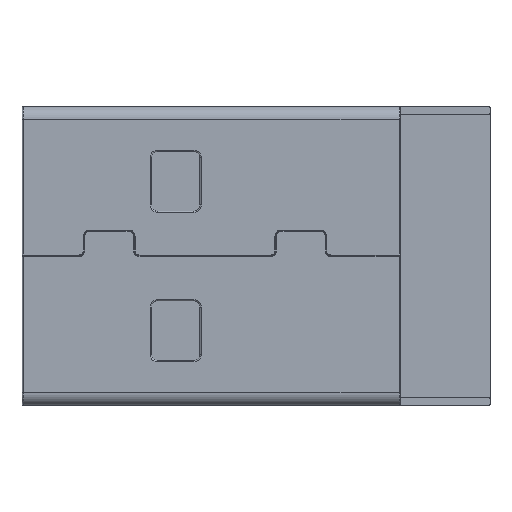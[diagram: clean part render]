
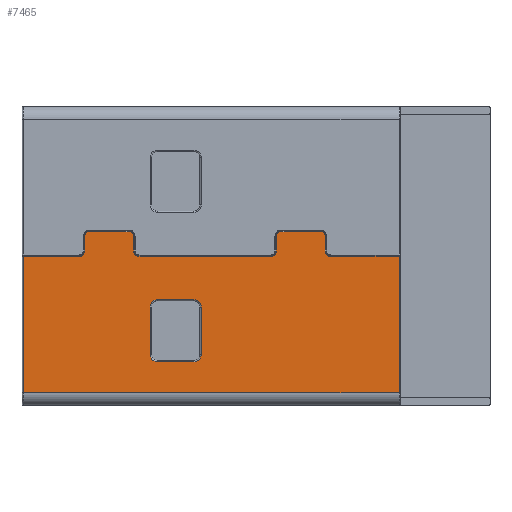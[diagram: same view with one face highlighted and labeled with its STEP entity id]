
A CAD part, front view. The second image highlights one B-rep face of the part: STEP entity #7465.
In plain terms, the highlighted planar face has unit normal (0, -1, 0).
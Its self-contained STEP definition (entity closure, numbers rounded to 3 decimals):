
#429=FACE_BOUND('',#960,.T.);
#450=FACE_OUTER_BOUND('',#959,.T.);
#959=EDGE_LOOP('',(#5133,#5134,#5135,#5136,#5137,#5138,#5139,#5140,#5141,
#5142,#5143,#5144,#5145,#5146,#5147,#5148,#5149,#5150,#5151,#5152));
#960=EDGE_LOOP('',(#5153,#5154,#5155,#5156,#5157,#5158,#5159,#5160));
#1534=LINE('',#12099,#2088);
#1535=LINE('',#12101,#2089);
#1536=LINE('',#12103,#2090);
#1537=LINE('',#12105,#2091);
#1538=LINE('',#12107,#2092);
#1539=LINE('',#12111,#2093);
#1540=LINE('',#12115,#2094);
#1541=LINE('',#12119,#2095);
#1542=LINE('',#12123,#2096);
#1543=LINE('',#12127,#2097);
#1544=LINE('',#12131,#2098);
#1545=LINE('',#12134,#2099);
#1546=LINE('',#12137,#2100);
#1547=LINE('',#12141,#2101);
#1548=LINE('',#12145,#2102);
#1549=LINE('',#12149,#2103);
#2088=VECTOR('',#9277,2.25);
#2089=VECTOR('',#9278,5.48);
#2090=VECTOR('',#9279,15.1);
#2091=VECTOR('',#9280,5.48);
#2092=VECTOR('',#9281,2.748);
#2093=VECTOR('',#9284,0.6);
#2094=VECTOR('',#9287,1.6);
#2095=VECTOR('',#9290,0.6);
#2096=VECTOR('',#9293,5.302);
#2097=VECTOR('',#9296,0.6);
#2098=VECTOR('',#9299,1.6);
#2099=VECTOR('',#9302,0.6);
#2100=VECTOR('',#9303,1.9);
#2101=VECTOR('',#9306,1.45);
#2102=VECTOR('',#9309,1.9);
#2103=VECTOR('',#9312,1.45);
#2621=CIRCLE('',#8030,0.22);
#2622=CIRCLE('',#8031,0.22);
#2623=CIRCLE('',#8032,0.18);
#2624=CIRCLE('',#8033,0.18);
#2625=CIRCLE('',#8034,0.22);
#2626=CIRCLE('',#8035,0.22);
#2627=CIRCLE('',#8036,0.18);
#2628=CIRCLE('',#8037,0.18);
#2629=CIRCLE('',#8038,0.3);
#2630=CIRCLE('',#8039,0.3);
#2631=CIRCLE('',#8040,0.3);
#2632=CIRCLE('',#8041,0.3);
#3275=VERTEX_POINT('',#12095);
#3276=VERTEX_POINT('',#12096);
#3277=VERTEX_POINT('',#12098);
#3278=VERTEX_POINT('',#12100);
#3279=VERTEX_POINT('',#12102);
#3280=VERTEX_POINT('',#12104);
#3281=VERTEX_POINT('',#12106);
#3282=VERTEX_POINT('',#12108);
#3283=VERTEX_POINT('',#12110);
#3284=VERTEX_POINT('',#12112);
#3285=VERTEX_POINT('',#12114);
#3286=VERTEX_POINT('',#12116);
#3287=VERTEX_POINT('',#12118);
#3288=VERTEX_POINT('',#12120);
#3289=VERTEX_POINT('',#12122);
#3290=VERTEX_POINT('',#12124);
#3291=VERTEX_POINT('',#12126);
#3292=VERTEX_POINT('',#12128);
#3293=VERTEX_POINT('',#12130);
#3294=VERTEX_POINT('',#12132);
#3295=VERTEX_POINT('',#12135);
#3296=VERTEX_POINT('',#12136);
#3297=VERTEX_POINT('',#12138);
#3298=VERTEX_POINT('',#12140);
#3299=VERTEX_POINT('',#12142);
#3300=VERTEX_POINT('',#12144);
#3301=VERTEX_POINT('',#12146);
#3302=VERTEX_POINT('',#12148);
#3958=EDGE_CURVE('',#3275,#3276,#2621,.T.);
#3959=EDGE_CURVE('',#3276,#3277,#1534,.T.);
#3960=EDGE_CURVE('',#3277,#3278,#1535,.T.);
#3961=EDGE_CURVE('',#3278,#3279,#1536,.T.);
#3962=EDGE_CURVE('',#3279,#3280,#1537,.T.);
#3963=EDGE_CURVE('',#3280,#3281,#1538,.T.);
#3964=EDGE_CURVE('',#3281,#3282,#2622,.T.);
#3965=EDGE_CURVE('',#3282,#3283,#1539,.T.);
#3966=EDGE_CURVE('',#3283,#3284,#2623,.T.);
#3967=EDGE_CURVE('',#3284,#3285,#1540,.T.);
#3968=EDGE_CURVE('',#3285,#3286,#2624,.T.);
#3969=EDGE_CURVE('',#3286,#3287,#1541,.T.);
#3970=EDGE_CURVE('',#3287,#3288,#2625,.T.);
#3971=EDGE_CURVE('',#3288,#3289,#1542,.T.);
#3972=EDGE_CURVE('',#3289,#3290,#2626,.T.);
#3973=EDGE_CURVE('',#3290,#3291,#1543,.T.);
#3974=EDGE_CURVE('',#3291,#3292,#2627,.T.);
#3975=EDGE_CURVE('',#3292,#3293,#1544,.T.);
#3976=EDGE_CURVE('',#3293,#3294,#2628,.T.);
#3977=EDGE_CURVE('',#3294,#3275,#1545,.T.);
#3978=EDGE_CURVE('',#3295,#3296,#1546,.T.);
#3979=EDGE_CURVE('',#3296,#3297,#2629,.T.);
#3980=EDGE_CURVE('',#3297,#3298,#1547,.T.);
#3981=EDGE_CURVE('',#3298,#3299,#2630,.T.);
#3982=EDGE_CURVE('',#3299,#3300,#1548,.T.);
#3983=EDGE_CURVE('',#3300,#3301,#2631,.T.);
#3984=EDGE_CURVE('',#3301,#3302,#1549,.T.);
#3985=EDGE_CURVE('',#3302,#3295,#2632,.T.);
#5133=ORIENTED_EDGE('',*,*,#3958,.T.);
#5134=ORIENTED_EDGE('',*,*,#3959,.T.);
#5135=ORIENTED_EDGE('',*,*,#3960,.T.);
#5136=ORIENTED_EDGE('',*,*,#3961,.T.);
#5137=ORIENTED_EDGE('',*,*,#3962,.T.);
#5138=ORIENTED_EDGE('',*,*,#3963,.T.);
#5139=ORIENTED_EDGE('',*,*,#3964,.T.);
#5140=ORIENTED_EDGE('',*,*,#3965,.T.);
#5141=ORIENTED_EDGE('',*,*,#3966,.T.);
#5142=ORIENTED_EDGE('',*,*,#3967,.T.);
#5143=ORIENTED_EDGE('',*,*,#3968,.T.);
#5144=ORIENTED_EDGE('',*,*,#3969,.T.);
#5145=ORIENTED_EDGE('',*,*,#3970,.T.);
#5146=ORIENTED_EDGE('',*,*,#3971,.T.);
#5147=ORIENTED_EDGE('',*,*,#3972,.T.);
#5148=ORIENTED_EDGE('',*,*,#3973,.T.);
#5149=ORIENTED_EDGE('',*,*,#3974,.T.);
#5150=ORIENTED_EDGE('',*,*,#3975,.T.);
#5151=ORIENTED_EDGE('',*,*,#3976,.T.);
#5152=ORIENTED_EDGE('',*,*,#3977,.T.);
#5153=ORIENTED_EDGE('',*,*,#3978,.T.);
#5154=ORIENTED_EDGE('',*,*,#3979,.T.);
#5155=ORIENTED_EDGE('',*,*,#3980,.T.);
#5156=ORIENTED_EDGE('',*,*,#3981,.T.);
#5157=ORIENTED_EDGE('',*,*,#3982,.T.);
#5158=ORIENTED_EDGE('',*,*,#3983,.T.);
#5159=ORIENTED_EDGE('',*,*,#3984,.T.);
#5160=ORIENTED_EDGE('',*,*,#3985,.T.);
#7337=PLANE('',#8029);
#7465=ADVANCED_FACE('',(#450,#429),#7337,.T.);
#8029=AXIS2_PLACEMENT_3D('',#12094,#9273,#9274);
#8030=AXIS2_PLACEMENT_3D('',#12097,#9275,#9276);
#8031=AXIS2_PLACEMENT_3D('',#12109,#9282,#9283);
#8032=AXIS2_PLACEMENT_3D('',#12113,#9285,#9286);
#8033=AXIS2_PLACEMENT_3D('',#12117,#9288,#9289);
#8034=AXIS2_PLACEMENT_3D('',#12121,#9291,#9292);
#8035=AXIS2_PLACEMENT_3D('',#12125,#9294,#9295);
#8036=AXIS2_PLACEMENT_3D('',#12129,#9297,#9298);
#8037=AXIS2_PLACEMENT_3D('',#12133,#9300,#9301);
#8038=AXIS2_PLACEMENT_3D('',#12139,#9304,#9305);
#8039=AXIS2_PLACEMENT_3D('',#12143,#9307,#9308);
#8040=AXIS2_PLACEMENT_3D('',#12147,#9310,#9311);
#8041=AXIS2_PLACEMENT_3D('',#12150,#9313,#9314);
#9273=DIRECTION('center_axis',(0.,-1.,0.));
#9274=DIRECTION('ref_axis',(0.,0.,-1.));
#9275=DIRECTION('center_axis',(0.,1.,0.));
#9276=DIRECTION('ref_axis',(0.,0.,-1.));
#9277=DIRECTION('',(-1.,0.,0.));
#9278=DIRECTION('',(0.,0.,-1.));
#9279=DIRECTION('',(1.,0.,0.));
#9280=DIRECTION('',(0.,0.,1.));
#9281=DIRECTION('',(-1.,0.,0.));
#9282=DIRECTION('center_axis',(0.,1.,0.));
#9283=DIRECTION('ref_axis',(0.,0.,-1.));
#9284=DIRECTION('',(0.,0.,1.));
#9285=DIRECTION('center_axis',(0.,-1.,0.));
#9286=DIRECTION('ref_axis',(0.,0.,-1.));
#9287=DIRECTION('',(-1.,0.,0.));
#9288=DIRECTION('center_axis',(0.,-1.,0.));
#9289=DIRECTION('ref_axis',(0.,0.,-1.));
#9290=DIRECTION('',(0.,0.,-1.));
#9291=DIRECTION('center_axis',(0.,1.,0.));
#9292=DIRECTION('ref_axis',(0.,0.,-1.));
#9293=DIRECTION('',(-1.,0.,0.));
#9294=DIRECTION('center_axis',(0.,1.,0.));
#9295=DIRECTION('ref_axis',(0.,0.,-1.));
#9296=DIRECTION('',(0.,0.,1.));
#9297=DIRECTION('center_axis',(0.,-1.,0.));
#9298=DIRECTION('ref_axis',(0.,0.,-1.));
#9299=DIRECTION('',(-1.,0.,0.));
#9300=DIRECTION('center_axis',(0.,-1.,0.));
#9301=DIRECTION('ref_axis',(0.,0.,-1.));
#9302=DIRECTION('',(0.,0.,-1.));
#9303=DIRECTION('',(0.,0.,1.));
#9304=DIRECTION('center_axis',(0.,1.,0.));
#9305=DIRECTION('ref_axis',(0.,0.,-1.));
#9306=DIRECTION('',(1.,0.,0.));
#9307=DIRECTION('center_axis',(0.,1.,0.));
#9308=DIRECTION('ref_axis',(0.,0.,-1.));
#9309=DIRECTION('',(0.,0.,-1.));
#9310=DIRECTION('center_axis',(0.,1.,0.));
#9311=DIRECTION('ref_axis',(0.,0.,-1.));
#9312=DIRECTION('',(-1.,0.,0.));
#9313=DIRECTION('center_axis',(0.,1.,0.));
#9314=DIRECTION('ref_axis',(0.,0.,-1.));
#12094=CARTESIAN_POINT('Origin',(0.,-2.225,0.));
#12095=CARTESIAN_POINT('',(-29.18,-2.225,0.2));
#12096=CARTESIAN_POINT('',(-29.4,-2.225,-0.02));
#12097=CARTESIAN_POINT('Origin',(-29.4,-2.225,0.2));
#12098=CARTESIAN_POINT('',(-31.65,-2.225,-0.02));
#12099=CARTESIAN_POINT('',(-31.65,-2.225,-0.02));
#12100=CARTESIAN_POINT('',(-31.65,-2.225,-5.5));
#12101=CARTESIAN_POINT('',(-31.65,-2.225,0.));
#12102=CARTESIAN_POINT('',(-16.55,-2.225,-5.5));
#12103=CARTESIAN_POINT('',(0.,-2.225,-5.5));
#12104=CARTESIAN_POINT('',(-16.55,-2.225,-0.02));
#12105=CARTESIAN_POINT('',(-16.55,-2.225,5.5));
#12106=CARTESIAN_POINT('',(-19.298,-2.225,-0.02));
#12107=CARTESIAN_POINT('',(-19.298,-2.225,-0.02));
#12108=CARTESIAN_POINT('',(-19.518,-2.225,0.2));
#12109=CARTESIAN_POINT('Origin',(-19.298,-2.225,0.2));
#12110=CARTESIAN_POINT('',(-19.518,-2.225,0.8));
#12111=CARTESIAN_POINT('',(-19.518,-2.225,0.8));
#12112=CARTESIAN_POINT('',(-19.698,-2.225,0.98));
#12113=CARTESIAN_POINT('Origin',(-19.698,-2.225,0.8));
#12114=CARTESIAN_POINT('',(-21.298,-2.225,0.98));
#12115=CARTESIAN_POINT('',(-21.298,-2.225,0.98));
#12116=CARTESIAN_POINT('',(-21.478,-2.225,0.8));
#12117=CARTESIAN_POINT('Origin',(-21.298,-2.225,0.8));
#12118=CARTESIAN_POINT('',(-21.478,-2.225,0.2));
#12119=CARTESIAN_POINT('',(-21.478,-2.225,0.2));
#12120=CARTESIAN_POINT('',(-21.698,-2.225,-0.02));
#12121=CARTESIAN_POINT('Origin',(-21.698,-2.225,0.2));
#12122=CARTESIAN_POINT('',(-27.,-2.225,-0.02));
#12123=CARTESIAN_POINT('',(-27.,-2.225,-0.02));
#12124=CARTESIAN_POINT('',(-27.22,-2.225,0.2));
#12125=CARTESIAN_POINT('Origin',(-27.,-2.225,0.2));
#12126=CARTESIAN_POINT('',(-27.22,-2.225,0.8));
#12127=CARTESIAN_POINT('',(-27.22,-2.225,0.8));
#12128=CARTESIAN_POINT('',(-27.4,-2.225,0.98));
#12129=CARTESIAN_POINT('Origin',(-27.4,-2.225,0.8));
#12130=CARTESIAN_POINT('',(-29.,-2.225,0.98));
#12131=CARTESIAN_POINT('',(-29.,-2.225,0.98));
#12132=CARTESIAN_POINT('',(-29.18,-2.225,0.8));
#12133=CARTESIAN_POINT('Origin',(-29.,-2.225,0.8));
#12134=CARTESIAN_POINT('',(-29.18,-2.225,0.2));
#12135=CARTESIAN_POINT('',(-26.55,-2.225,-3.95));
#12136=CARTESIAN_POINT('',(-26.55,-2.225,-2.05));
#12137=CARTESIAN_POINT('',(-26.55,-2.225,-2.05));
#12138=CARTESIAN_POINT('',(-26.25,-2.225,-1.75));
#12139=CARTESIAN_POINT('Origin',(-26.25,-2.225,-2.05));
#12140=CARTESIAN_POINT('',(-24.8,-2.225,-1.75));
#12141=CARTESIAN_POINT('',(-24.8,-2.225,-1.75));
#12142=CARTESIAN_POINT('',(-24.5,-2.225,-2.05));
#12143=CARTESIAN_POINT('Origin',(-24.8,-2.225,-2.05));
#12144=CARTESIAN_POINT('',(-24.5,-2.225,-3.95));
#12145=CARTESIAN_POINT('',(-24.5,-2.225,-3.95));
#12146=CARTESIAN_POINT('',(-24.8,-2.225,-4.25));
#12147=CARTESIAN_POINT('Origin',(-24.8,-2.225,-3.95));
#12148=CARTESIAN_POINT('',(-26.25,-2.225,-4.25));
#12149=CARTESIAN_POINT('',(-26.25,-2.225,-4.25));
#12150=CARTESIAN_POINT('Origin',(-26.25,-2.225,-3.95));
